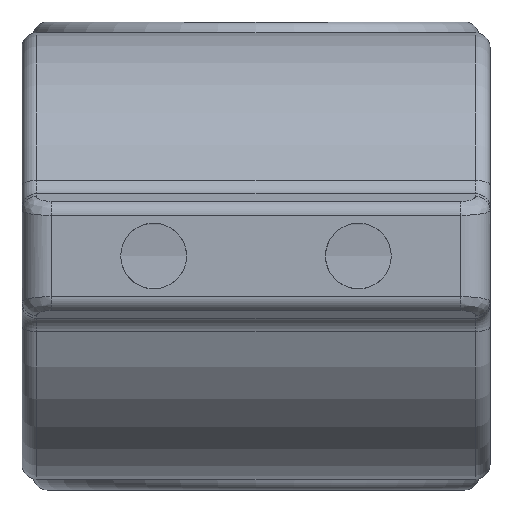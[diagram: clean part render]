
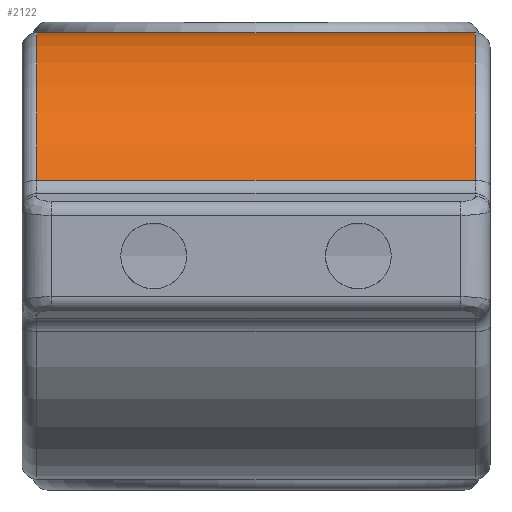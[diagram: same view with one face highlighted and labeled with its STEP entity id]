
A CAD part, front view. The second image highlights one B-rep face of the part: STEP entity #2122.
In plain terms, the highlighted cylindrical face has radius 30.5 mm (diameter 61 mm), a partial arc.
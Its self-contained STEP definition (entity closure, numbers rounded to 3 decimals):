
#57 = CIRCLE ( 'NONE', #1532, 30.5 ) ;
#61 = EDGE_CURVE ( 'NONE', #473, #2959, #3241, .T. ) ;
#127 = CIRCLE ( 'NONE', #2877, 30.5 ) ;
#290 = CARTESIAN_POINT ( 'NONE',  ( 30., -83.693, 10.342 ) ) ;
#305 = DIRECTION ( 'NONE',  ( 0., 0., -1. ) ) ;
#448 = ORIENTED_EDGE ( 'NONE', *, *, #791, .T. ) ;
#473 = VERTEX_POINT ( 'NONE', #2893 ) ;
#535 = AXIS2_PLACEMENT_3D ( 'NONE', #537, #759, #3492 ) ;
#537 = CARTESIAN_POINT ( 'NONE',  ( 32., -55., 0. ) ) ;
#602 = DIRECTION ( 'NONE',  ( 0., 0., -1. ) ) ;
#624 = DIRECTION ( 'NONE',  ( 1., 0., 0. ) ) ;
#675 = LINE ( 'NONE', #1109, #1979 ) ;
#698 = CARTESIAN_POINT ( 'NONE',  ( -30., -83.693, 10.342 ) ) ;
#708 = EDGE_CURVE ( 'NONE', #2959, #2228, #57, .T. ) ;
#759 = DIRECTION ( 'NONE',  ( -1., 0., 0. ) ) ;
#791 = EDGE_CURVE ( 'NONE', #2228, #3325, #675, .T. ) ;
#936 = ORIENTED_EDGE ( 'NONE', *, *, #1924, .T. ) ;
#1022 = ORIENTED_EDGE ( 'NONE', *, *, #708, .T. ) ;
#1109 = CARTESIAN_POINT ( 'NONE',  ( 32., -83.693, 10.342 ) ) ;
#1131 = CARTESIAN_POINT ( 'NONE',  ( -30., -55., 0. ) ) ;
#1532 = AXIS2_PLACEMENT_3D ( 'NONE', #1131, #624, #602 ) ;
#1874 = CARTESIAN_POINT ( 'NONE',  ( 32., -55., 30.5 ) ) ;
#1924 = EDGE_CURVE ( 'NONE', #3325, #473, #127, .T. ) ;
#1979 = VECTOR ( 'NONE', #2951, 1000. ) ;
#2122 = ADVANCED_FACE ( 'NONE', ( #2347 ), #2690, .T. ) ;
#2137 = DIRECTION ( 'NONE',  ( -1., 0., 0. ) ) ;
#2228 = VERTEX_POINT ( 'NONE', #698 ) ;
#2347 = FACE_OUTER_BOUND ( 'NONE', #3011, .T. ) ;
#2410 = CARTESIAN_POINT ( 'NONE',  ( -30., -55., 30.5 ) ) ;
#2690 = CYLINDRICAL_SURFACE ( 'NONE', #535, 30.5 ) ;
#2864 = VECTOR ( 'NONE', #2137, 1000. ) ;
#2877 = AXIS2_PLACEMENT_3D ( 'NONE', #3238, #3252, #305 ) ;
#2893 = CARTESIAN_POINT ( 'NONE',  ( 30., -55., 30.5 ) ) ;
#2951 = DIRECTION ( 'NONE',  ( 1., 0., 0. ) ) ;
#2959 = VERTEX_POINT ( 'NONE', #2410 ) ;
#3011 = EDGE_LOOP ( 'NONE', ( #936, #3474, #1022, #448 ) ) ;
#3238 = CARTESIAN_POINT ( 'NONE',  ( 30., -55., 0. ) ) ;
#3241 = LINE ( 'NONE', #1874, #2864 ) ;
#3252 = DIRECTION ( 'NONE',  ( -1., 0., 0. ) ) ;
#3325 = VERTEX_POINT ( 'NONE', #290 ) ;
#3474 = ORIENTED_EDGE ( 'NONE', *, *, #61, .T. ) ;
#3492 = DIRECTION ( 'NONE',  ( 0., 0., 1. ) ) ;
